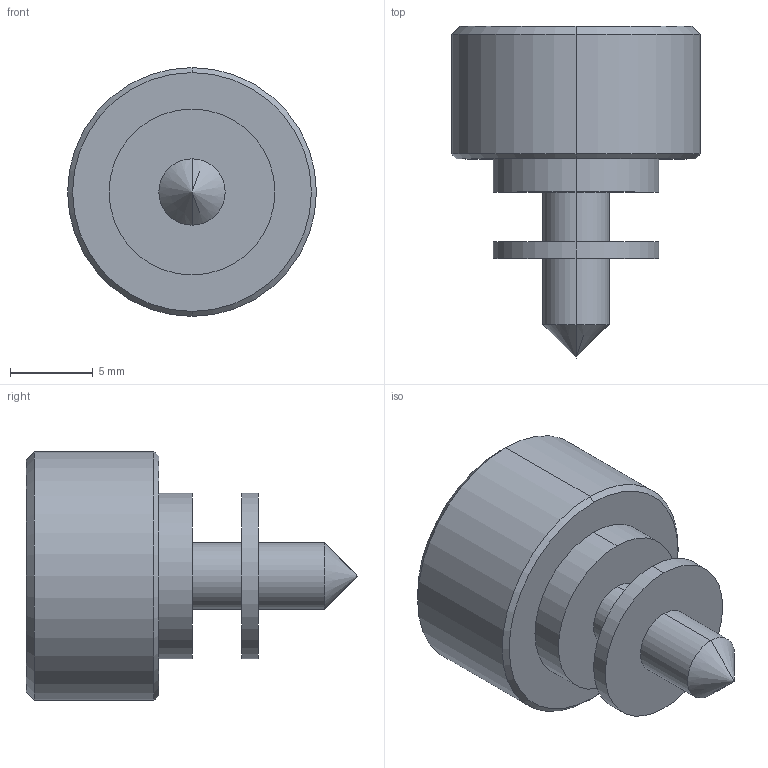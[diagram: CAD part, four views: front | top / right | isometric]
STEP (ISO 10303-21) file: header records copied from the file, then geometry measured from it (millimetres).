
FILE_DESCRIPTION (( 'STEP AP203' ), '1' );
FILE_NAME ('sone3D.STEP', '2013-07-11T04:54:33', ( '' ), ( '' ), 'SwSTEP 2.0', 'SolidWorks 2012', '' );
FILE_SCHEMA (( 'CONFIG_CONTROL_DESIGN' ));
Length unit declared in the file: millimetre
Products named in the file (3): A-1176-SP-1乣8杮懱__A-1176-SP-6杮懱; A-1176-SP-1乣8NW__A-1176-SP-5,6NW乮M4梡乯; sone3D
Assembly tree (2 placements, depth 2):
  sone3D
    A-1176-SP-1乣8杮懱__A-1176-SP-6杮懱
    A-1176-SP-1乣8NW__A-1176-SP-5,6NW乮M4梡乯
Bounding box: 15 x 20 x 15 mm (x, y, z)
Volume: 1712.2 mm3; surface area: 1088.3 mm2
Topology: 2 solids, 2 shells, 53 faces, 124 edges, 74 vertices
Faces by surface type: plane 29, cone 12, cylinder 12
Entity records: 1821 total; most frequent: CARTESIAN_POINT 318, DIRECTION 266, ORIENTED_EDGE 240, EDGE_CURVE 120, AXIS2_PLACEMENT_3D 102, VERTEX_POINT 74, VECTOR 62, LINE 62
